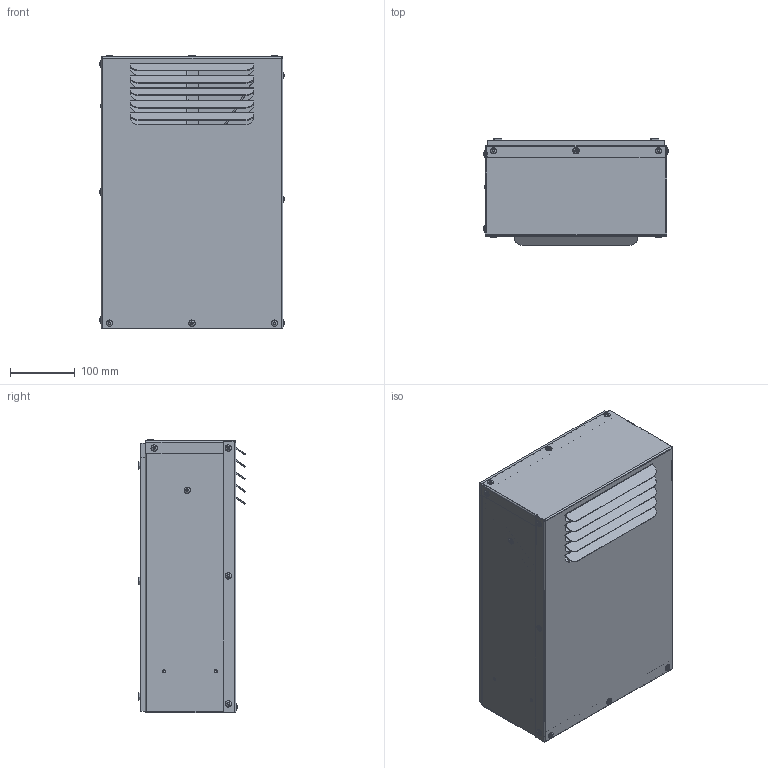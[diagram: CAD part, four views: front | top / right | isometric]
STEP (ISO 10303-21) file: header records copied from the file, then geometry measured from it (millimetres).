
FILE_DESCRIPTION (( 'STEP AP214' ), '1' );
FILE_NAME ('TE30-030-24D-4X.STEP', '2018-08-17T16:26:39', ( '' ), ( '' ), 'SwSTEP 2.0', 'SolidWorks 2017', '' );
FILE_SCHEMA (( 'AUTOMOTIVE_DESIGN' ));
Length unit declared in the file: inch
Products named in the file (1): TE30-030-24D-4X
Bounding box: 284.15 x 164.17 x 421.47 mm (x, y, z)
Volume: 2819943.1 mm3; surface area: 2001396.7 mm2
Topology: 122 solids, 126 shells, 3166 faces, 8122 edges, 5286 vertices
Faces by surface type: plane 1807, cylinder 975, torus 238, bspline 81, cone 47, sphere 18
Full cylindrical faces by diameter (mm): 2.083 x2, 2.311 x2, 2.647 x3, 2.769 x9, 3.175 x3, 3.277 x4, 3.353 x2, 3.678 x4, 3.962 x8, 4.039 x3, 4.137 x4, 4.166 x4, 4.496 x2, 4.5 x8, 4.508 x8, 4.775 x46, 4.826 x15, 4.902 x32, 4.953 x6, 5.08 x6, 5.105 x6, 5.156 x10, 5.182 x4, 5.41 x4, 5.486 x4, 5.563 x20, 6.35 x6, 6.858 x23, 6.909 x6, 7.366 x2
Entity records: 141978 total; most frequent: CARTESIAN_POINT 25282, DIRECTION 15070, ORIENTED_EDGE 14430, EDGE_CURVE 7215, AXIS2_PLACEMENT_3D 5279, VERTEX_POINT 4983, VECTOR 4512, LINE 4512
